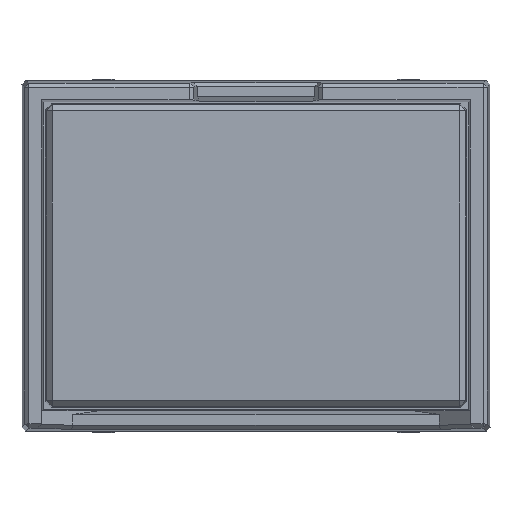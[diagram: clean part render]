
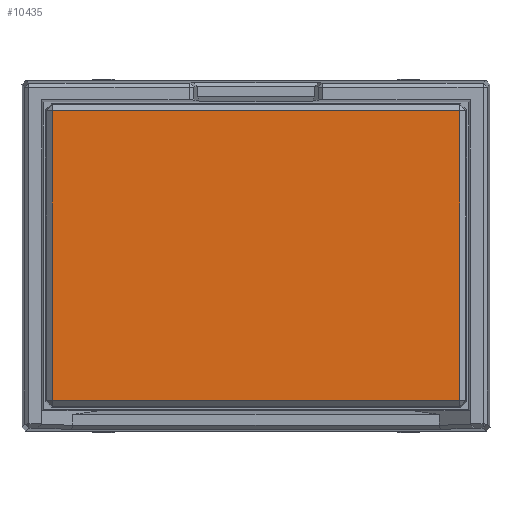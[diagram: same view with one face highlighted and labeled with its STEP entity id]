
A CAD part, top view. The second image highlights one B-rep face of the part: STEP entity #10435.
In plain terms, the highlighted face is planar.
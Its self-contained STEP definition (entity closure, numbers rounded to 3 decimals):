
#1362 = CARTESIAN_POINT ( 'NONE',  ( 0., 0., -7.396 ) ) ;
#1510 = LINE ( 'NONE', #6624, #12869 ) ;
#1624 = DIRECTION ( 'NONE',  ( 0., -1., 0. ) ) ;
#1959 = EDGE_CURVE ( 'NONE', #14394, #4816, #10014, .T. ) ;
#2880 = FACE_OUTER_BOUND ( 'NONE', #15750, .T. ) ;
#3574 = DIRECTION ( 'NONE',  ( 0., 0., 1. ) ) ;
#3748 = CARTESIAN_POINT ( 'NONE',  ( -10.396, 0., 7.396 ) ) ;
#4354 = DIRECTION ( 'NONE',  ( 0., 0., -1. ) ) ;
#4816 = VERTEX_POINT ( 'NONE', #9887 ) ;
#5349 = VECTOR ( 'NONE', #4354, 1000. ) ;
#6478 = DIRECTION ( 'NONE',  ( 1., 0., 0. ) ) ;
#6624 = CARTESIAN_POINT ( 'NONE',  ( 0., 0., 7.396 ) ) ;
#6739 = DIRECTION ( 'NONE',  ( 0., 0., -1. ) ) ;
#6784 = CARTESIAN_POINT ( 'NONE',  ( 10.396, 0., -7.396 ) ) ;
#6830 = VECTOR ( 'NONE', #6478, 1000. ) ;
#7873 = VERTEX_POINT ( 'NONE', #8629 ) ;
#8002 = PLANE ( 'NONE',  #16043 ) ;
#8629 = CARTESIAN_POINT ( 'NONE',  ( -10.396, 0., -7.396 ) ) ;
#9247 = EDGE_CURVE ( 'NONE', #7873, #14394, #12921, .T. ) ;
#9887 = CARTESIAN_POINT ( 'NONE',  ( 10.396, 0., 7.396 ) ) ;
#10014 = LINE ( 'NONE', #15144, #15293 ) ;
#10435 = ADVANCED_FACE ( 'NONE', ( #2880 ), #8002, .F. ) ;
#10564 = LINE ( 'NONE', #15688, #5349 ) ;
#11022 = ORIENTED_EDGE ( 'NONE', *, *, #1959, .F. ) ;
#11537 = EDGE_CURVE ( 'NONE', #11824, #4816, #1510, .T. ) ;
#11799 = DIRECTION ( 'NONE',  ( 1., 0., 0. ) ) ;
#11824 = VERTEX_POINT ( 'NONE', #3748 ) ;
#12869 = VECTOR ( 'NONE', #11799, 1000. ) ;
#12921 = LINE ( 'NONE', #1362, #6830 ) ;
#13185 = CARTESIAN_POINT ( 'NONE',  ( -10.396, 0., 7.396 ) ) ;
#14110 = EDGE_CURVE ( 'NONE', #11824, #7873, #10564, .T. ) ;
#14394 = VERTEX_POINT ( 'NONE', #6784 ) ;
#15144 = CARTESIAN_POINT ( 'NONE',  ( 10.396, 0., 0. ) ) ;
#15293 = VECTOR ( 'NONE', #3574, 1000. ) ;
#15552 = ORIENTED_EDGE ( 'NONE', *, *, #9247, .F. ) ;
#15688 = CARTESIAN_POINT ( 'NONE',  ( -10.396, 0., 0. ) ) ;
#15750 = EDGE_LOOP ( 'NONE', ( #11022, #15552, #16521, #16396 ) ) ;
#16043 = AXIS2_PLACEMENT_3D ( 'NONE', #13185, #1624, #6739 ) ;
#16396 = ORIENTED_EDGE ( 'NONE', *, *, #11537, .T. ) ;
#16521 = ORIENTED_EDGE ( 'NONE', *, *, #14110, .F. ) ;
